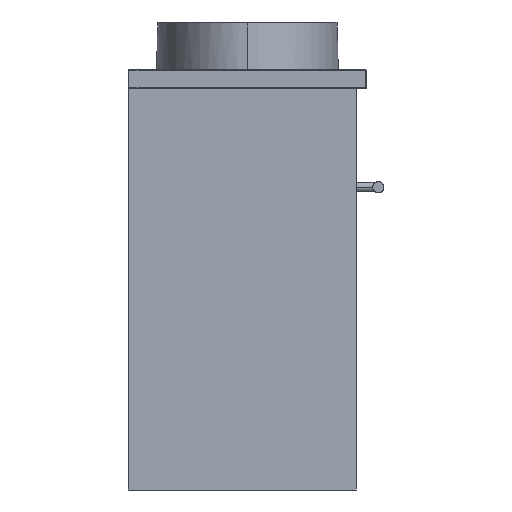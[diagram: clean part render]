
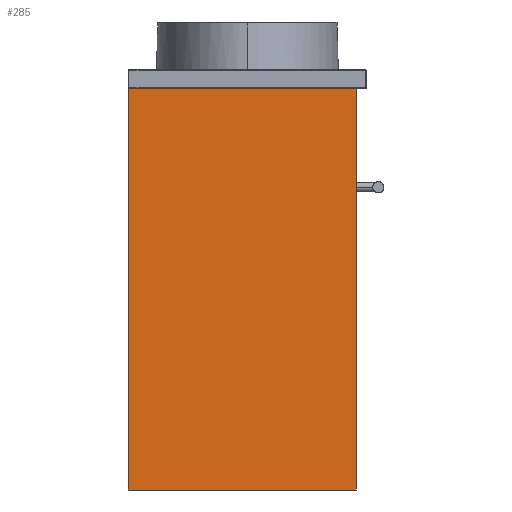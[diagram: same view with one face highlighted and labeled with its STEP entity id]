
A CAD part, left-side view. The second image highlights one B-rep face of the part: STEP entity #285.
In plain terms, the highlighted planar face has unit normal (-1, 0, 0).
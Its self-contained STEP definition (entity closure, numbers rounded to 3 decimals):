
#285=ADVANCED_FACE('',(#433),#2127,.T.);
#433=FACE_OUTER_BOUND('',#585,.T.);
#585=EDGE_LOOP('',(#1041,#1042,#1043,#1044));
#1041=ORIENTED_EDGE('',*,*,#1477,.F.);
#1042=ORIENTED_EDGE('',*,*,#1478,.F.);
#1043=ORIENTED_EDGE('',*,*,#1474,.F.);
#1044=ORIENTED_EDGE('',*,*,#1476,.F.);
#1474=EDGE_CURVE('',#2019,#2020,#1736,.T.);
#1476=EDGE_CURVE('',#2021,#2019,#1738,.T.);
#1477=EDGE_CURVE('',#2022,#2021,#1739,.T.);
#1478=EDGE_CURVE('',#2020,#2022,#1740,.T.);
#1736=B_SPLINE_CURVE_WITH_KNOTS('',1,(#32685,#32686),.UNSPECIFIED.,.F.,
 .F.,(2,2),(0.,239.),.UNSPECIFIED.);
#1738=B_SPLINE_CURVE_WITH_KNOTS('',1,(#32689,#32690),.UNSPECIFIED.,.F.,
 .F.,(2,2),(-420.,0.),.UNSPECIFIED.);
#1739=B_SPLINE_CURVE_WITH_KNOTS('',1,(#32691,#32692),.UNSPECIFIED.,.F.,
 .F.,(2,2),(-239.,0.),.UNSPECIFIED.);
#1740=B_SPLINE_CURVE_WITH_KNOTS('',1,(#32693,#32694),.UNSPECIFIED.,.F.,
 .F.,(2,2),(-420.,0.),.UNSPECIFIED.);
#2019=VERTEX_POINT('',#32671);
#2020=VERTEX_POINT('',#32672);
#2021=VERTEX_POINT('',#32673);
#2022=VERTEX_POINT('',#32674);
#2127=PLANE('',#2478);
#2478=AXIS2_PLACEMENT_3D('',#32663,#2607,$);
#2607=DIRECTION('',(-1.,0.,0.));
#32663=CARTESIAN_POINT('',(-444.,-252.,-23.9));
#32671=CARTESIAN_POINT('',(-444.,210.,0.));
#32672=CARTESIAN_POINT('',(-444.,210.,239.));
#32673=CARTESIAN_POINT('',(-444.,-210.,0.));
#32674=CARTESIAN_POINT('',(-444.,-210.,239.));
#32685=CARTESIAN_POINT('',(-444.,210.,0.));
#32686=CARTESIAN_POINT('',(-444.,210.,239.));
#32689=CARTESIAN_POINT('',(-444.,-210.,0.));
#32690=CARTESIAN_POINT('',(-444.,210.,0.));
#32691=CARTESIAN_POINT('',(-444.,-210.,239.));
#32692=CARTESIAN_POINT('',(-444.,-210.,0.));
#32693=CARTESIAN_POINT('',(-444.,210.,239.));
#32694=CARTESIAN_POINT('',(-444.,-210.,239.));
